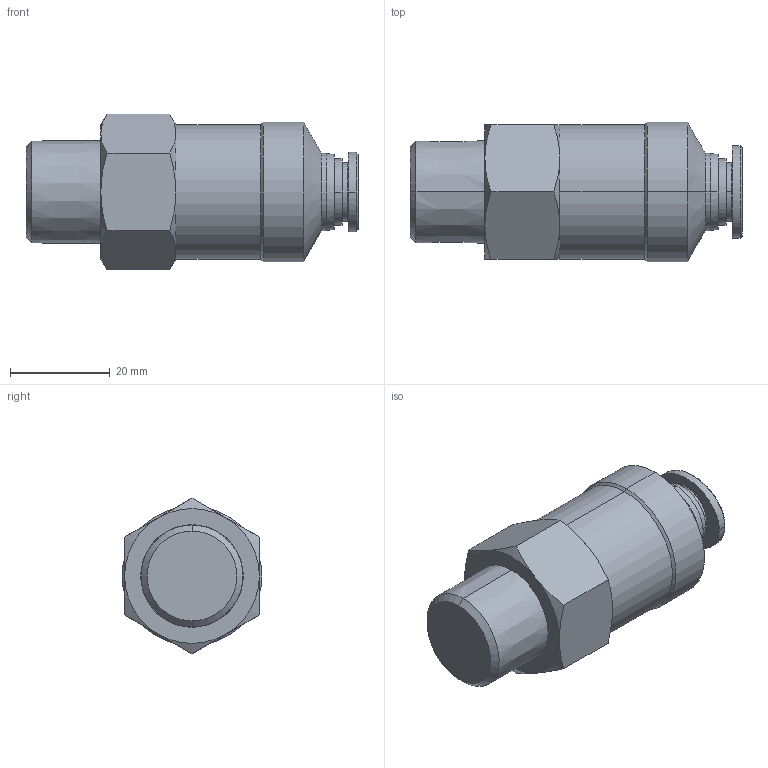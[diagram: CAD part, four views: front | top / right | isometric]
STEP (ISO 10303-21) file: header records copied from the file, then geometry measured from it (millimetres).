
FILE_DESCRIPTION((''),'2;1');
FILE_NAME('GPCVC 1004.stp','2017-07-11T14:11:09',(''),(''),'Mechanical Desktop 2009','Mechanical Desktop 2009',', , ');
FILE_SCHEMA(('CONFIG_CONTROL_DESIGN'));
Length unit declared in the file: millimetre
Products named in the file (2): GPCVC 1004; ºÎÇ°1
Assembly tree (1 placements, depth 2):
  GPCVC 1004
    ºÎÇ°1
Bounding box: 66.5 x 28 x 31.18 mm (x, y, z)
Volume: 30267.7 mm3; surface area: 7085.9 mm2
Topology: 1 solids, 1 shells, 436 faces, 1227 edges, 809 vertices
Faces by surface type: plane 389, cone 26, cylinder 13, bspline 8
Entity records: 14240 total; most frequent: CARTESIAN_POINT 2945, ORIENTED_EDGE 2454, DIRECTION 2101, EDGE_CURVE 1227, VECTOR 1135, LINE 1135, VERTEX_POINT 809, AXIS2_PLACEMENT_3D 483
